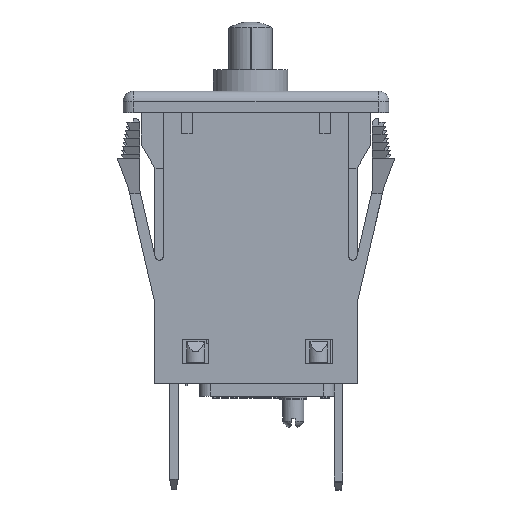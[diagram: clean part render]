
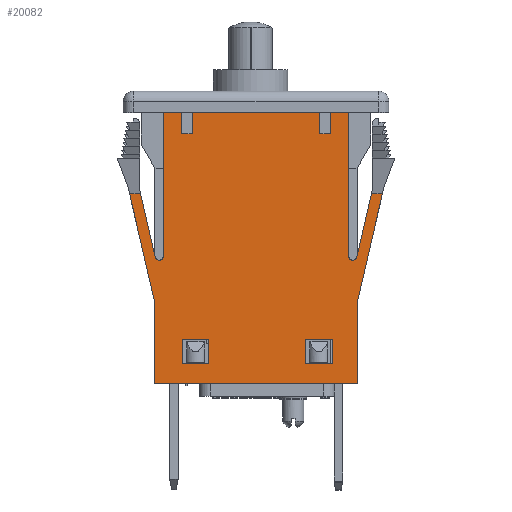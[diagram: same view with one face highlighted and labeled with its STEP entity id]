
A CAD part, top view. The second image highlights one B-rep face of the part: STEP entity #20082.
In plain terms, the highlighted planar face has unit normal (0, 0, 1).
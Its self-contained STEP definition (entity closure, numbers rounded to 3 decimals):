
#1670=DIRECTION('',(0.,-1.,0.));
#1671=VECTOR('',#1670,2.);
#1672=CARTESIAN_POINT('',(6.5,26.,5.5));
#1673=LINE('',#1672,#1671);
#1677=DIRECTION('',(1.,0.,0.));
#1678=VECTOR('',#1677,1.);
#1679=CARTESIAN_POINT('',(6.5,24.,5.5));
#1680=LINE('',#1679,#1678);
#1684=DIRECTION('',(0.,-1.,0.));
#1685=VECTOR('',#1684,2.);
#1686=CARTESIAN_POINT('',(7.5,26.,5.5));
#1687=LINE('',#1686,#1685);
#1691=DIRECTION('',(1.,0.,0.));
#1692=VECTOR('',#1691,1.7);
#1693=CARTESIAN_POINT('',(7.5,26.,5.5));
#1694=LINE('',#1693,#1692);
#1698=DIRECTION('',(0.,1.,0.));
#1699=VECTOR('',#1698,13.5);
#1700=CARTESIAN_POINT('',(9.2,12.5,5.5));
#1701=LINE('',#1700,#1699);
#1705=CARTESIAN_POINT('',(9.6,12.5,5.5));
#1706=DIRECTION('',(0.,0.,1.));
#1707=DIRECTION('',(-1.,0.,0.));
#1708=AXIS2_PLACEMENT_3D('',#1705,#1706,#1707);
#1713=DIRECTION('',(0.,1.,0.));
#1714=VECTOR('',#1713,7.509);
#1715=CARTESIAN_POINT('',(10.,0.5,5.5));
#1716=LINE('',#1715,#1714);
#1720=DIRECTION('',(-1.,0.,0.));
#1721=VECTOR('',#1720,19.);
#1722=CARTESIAN_POINT('',(10.,0.5,5.5));
#1723=LINE('',#1722,#1721);
#1727=DIRECTION('',(0.,-1.,0.));
#1728=VECTOR('',#1727,7.509);
#1729=CARTESIAN_POINT('',(-9.,8.009,5.5));
#1730=LINE('',#1729,#1728);
#1734=CARTESIAN_POINT('',(-8.6,12.5,5.5));
#1735=DIRECTION('',(0.,0.,1.));
#1736=DIRECTION('',(-0.974,-0.225,0.));
#1737=AXIS2_PLACEMENT_3D('',#1734,#1735,#1736);
#1742=DIRECTION('',(0.,-1.,0.));
#1743=VECTOR('',#1742,13.5);
#1744=CARTESIAN_POINT('',(-8.2,26.,5.5));
#1745=LINE('',#1744,#1743);
#1749=DIRECTION('',(1.,0.,0.));
#1750=VECTOR('',#1749,1.7);
#1751=CARTESIAN_POINT('',(-8.2,26.,5.5));
#1752=LINE('',#1751,#1750);
#1756=DIRECTION('',(0.,-1.,0.));
#1757=VECTOR('',#1756,2.);
#1758=CARTESIAN_POINT('',(-6.5,26.,5.5));
#1759=LINE('',#1758,#1757);
#1763=DIRECTION('',(1.,0.,0.));
#1764=VECTOR('',#1763,1.);
#1765=CARTESIAN_POINT('',(-6.5,24.,5.5));
#1766=LINE('',#1765,#1764);
#1770=DIRECTION('',(0.,-1.,0.));
#1771=VECTOR('',#1770,2.);
#1772=CARTESIAN_POINT('',(-5.5,26.,5.5));
#1773=LINE('',#1772,#1771);
#1777=DIRECTION('',(1.,0.,0.));
#1778=VECTOR('',#1777,12.);
#1779=CARTESIAN_POINT('',(-5.5,26.,5.5));
#1780=LINE('',#1779,#1778);
#1784=DIRECTION('',(0.,-1.,0.));
#1785=VECTOR('',#1784,2.3);
#1786=CARTESIAN_POINT('',(-6.45,4.67,5.5));
#1787=LINE('',#1786,#1785);
#1791=DIRECTION('',(1.,0.,0.));
#1792=VECTOR('',#1791,2.5);
#1793=CARTESIAN_POINT('',(-6.45,2.37,5.5));
#1794=LINE('',#1793,#1792);
#1798=DIRECTION('',(0.,1.,0.));
#1799=VECTOR('',#1798,2.3);
#1800=CARTESIAN_POINT('',(-3.95,2.37,5.5));
#1801=LINE('',#1800,#1799);
#1805=DIRECTION('',(-1.,0.,0.));
#1806=VECTOR('',#1805,2.5);
#1807=CARTESIAN_POINT('',(-3.95,4.67,5.5));
#1808=LINE('',#1807,#1806);
#1812=DIRECTION('',(0.,-1.,0.));
#1813=VECTOR('',#1812,2.3);
#1814=CARTESIAN_POINT('',(5.15,4.67,5.5));
#1815=LINE('',#1814,#1813);
#1819=DIRECTION('',(1.,0.,0.));
#1820=VECTOR('',#1819,2.5);
#1821=CARTESIAN_POINT('',(5.15,2.37,5.5));
#1822=LINE('',#1821,#1820);
#1826=DIRECTION('',(0.,1.,0.));
#1827=VECTOR('',#1826,2.3);
#1828=CARTESIAN_POINT('',(7.65,2.37,5.5));
#1829=LINE('',#1828,#1827);
#1833=DIRECTION('',(-1.,0.,0.));
#1834=VECTOR('',#1833,2.5);
#1835=CARTESIAN_POINT('',(7.65,4.67,5.5));
#1836=LINE('',#1835,#1834);
#2024=DIRECTION('',(-0.225,0.974,0.));
#2025=VECTOR('',#2024,6.087);
#2026=CARTESIAN_POINT('',(-8.99,12.41,5.5));
#2027=LINE('',#2026,#2025);
#2045=DIRECTION('',(-1.,0.,0.));
#2046=VECTOR('',#2045,1.026);
#2047=CARTESIAN_POINT('',(-10.359,18.341,5.5));
#2048=LINE('',#2047,#2046);
#2674=DIRECTION('',(0.225,-0.974,0.));
#2675=VECTOR('',#2674,10.604);
#2676=CARTESIAN_POINT('',(-11.385,18.341,5.5));
#2677=LINE('',#2676,#2675);
#3371=DIRECTION('',(0.225,0.974,0.));
#3372=VECTOR('',#3371,10.604);
#3373=CARTESIAN_POINT('',(10.,8.009,5.5));
#3374=LINE('',#3373,#3372);
#3385=DIRECTION('',(1.,0.,0.));
#3386=VECTOR('',#3385,1.026);
#3387=CARTESIAN_POINT('',(11.359,18.341,5.5));
#3388=LINE('',#3387,#3386);
#3673=DIRECTION('',(-0.225,-0.974,0.));
#3674=VECTOR('',#3673,6.087);
#3675=CARTESIAN_POINT('',(11.359,18.341,5.5));
#3676=LINE('',#3675,#3674);
#15840=CARTESIAN_POINT('',(9.2,26.,5.5));
#15841=VERTEX_POINT('',#15840);
#15844=CARTESIAN_POINT('',(-8.2,26.,5.5));
#15845=VERTEX_POINT('',#15844);
#15855=CARTESIAN_POINT('',(10.,0.5,5.5));
#15857=VERTEX_POINT('',#15855);
#15860=CARTESIAN_POINT('',(9.2,12.5,5.5));
#15861=VERTEX_POINT('',#15860);
#15864=CARTESIAN_POINT('',(-8.2,12.5,5.5));
#15865=VERTEX_POINT('',#15864);
#15867=CARTESIAN_POINT('',(-9.,0.5,5.5));
#15869=VERTEX_POINT('',#15867);
#16152=CARTESIAN_POINT('',(10.,8.009,5.5));
#16153=CARTESIAN_POINT('',(12.385,18.341,5.5));
#16154=VERTEX_POINT('',#16152);
#16155=VERTEX_POINT('',#16153);
#16160=CARTESIAN_POINT('',(11.359,18.341,5.5));
#16161=CARTESIAN_POINT('',(9.99,12.41,5.5));
#16162=VERTEX_POINT('',#16160);
#16163=VERTEX_POINT('',#16161);
#16188=CARTESIAN_POINT('',(-11.385,18.341,5.5));
#16189=CARTESIAN_POINT('',(-9.,8.009,5.5));
#16190=VERTEX_POINT('',#16188);
#16191=VERTEX_POINT('',#16189);
#16192=CARTESIAN_POINT('',(-8.99,12.41,5.5));
#16193=CARTESIAN_POINT('',(-10.359,18.341,5.5));
#16194=VERTEX_POINT('',#16192);
#16195=VERTEX_POINT('',#16193);
#16330=CARTESIAN_POINT('',(6.5,26.,5.5));
#16331=CARTESIAN_POINT('',(6.5,24.,5.5));
#16332=VERTEX_POINT('',#16330);
#16333=VERTEX_POINT('',#16331);
#16334=CARTESIAN_POINT('',(7.5,24.,5.5));
#16335=VERTEX_POINT('',#16334);
#16336=CARTESIAN_POINT('',(7.5,26.,5.5));
#16337=VERTEX_POINT('',#16336);
#16338=CARTESIAN_POINT('',(-6.5,26.,5.5));
#16339=CARTESIAN_POINT('',(-6.5,24.,5.5));
#16340=VERTEX_POINT('',#16338);
#16341=VERTEX_POINT('',#16339);
#16342=CARTESIAN_POINT('',(-5.5,24.,5.5));
#16343=VERTEX_POINT('',#16342);
#16344=CARTESIAN_POINT('',(-5.5,26.,5.5));
#16345=VERTEX_POINT('',#16344);
#16554=CARTESIAN_POINT('',(-6.45,4.67,5.5));
#16555=CARTESIAN_POINT('',(-6.45,2.37,5.5));
#16556=VERTEX_POINT('',#16554);
#16557=VERTEX_POINT('',#16555);
#16558=CARTESIAN_POINT('',(-3.95,2.37,5.5));
#16559=VERTEX_POINT('',#16558);
#16560=CARTESIAN_POINT('',(-3.95,4.67,5.5));
#16561=VERTEX_POINT('',#16560);
#16562=CARTESIAN_POINT('',(5.15,4.67,5.5));
#16563=CARTESIAN_POINT('',(5.15,2.37,5.5));
#16564=VERTEX_POINT('',#16562);
#16565=VERTEX_POINT('',#16563);
#16566=CARTESIAN_POINT('',(7.65,2.37,5.5));
#16567=VERTEX_POINT('',#16566);
#16568=CARTESIAN_POINT('',(7.65,4.67,5.5));
#16569=VERTEX_POINT('',#16568);
#20021=CARTESIAN_POINT('',(0.,0.5,5.5));
#20022=DIRECTION('',(0.,0.,1.));
#20023=DIRECTION('',(1.,0.,0.));
#20024=AXIS2_PLACEMENT_3D('',#20021,#20022,#20023);
#20025=PLANE('',#20024);
#20026=ORIENTED_EDGE('',*,*,#19768,.T.);
#20027=ORIENTED_EDGE('',*,*,#19798,.T.);
#20028=ORIENTED_EDGE('',*,*,#19827,.F.);
#20029=ORIENTED_EDGE('',*,*,#19880,.T.);
#20031=ORIENTED_EDGE('',*,*,#20030,.F.);
#20033=ORIENTED_EDGE('',*,*,#20032,.T.);
#20035=ORIENTED_EDGE('',*,*,#20034,.F.);
#20037=ORIENTED_EDGE('',*,*,#20036,.T.);
#20039=ORIENTED_EDGE('',*,*,#20038,.F.);
#20041=ORIENTED_EDGE('',*,*,#20040,.F.);
#20043=ORIENTED_EDGE('',*,*,#20042,.T.);
#20045=ORIENTED_EDGE('',*,*,#20044,.F.);
#20047=ORIENTED_EDGE('',*,*,#20046,.F.);
#20049=ORIENTED_EDGE('',*,*,#20048,.F.);
#20051=ORIENTED_EDGE('',*,*,#20050,.F.);
#20053=ORIENTED_EDGE('',*,*,#20052,.T.);
#20055=ORIENTED_EDGE('',*,*,#20054,.F.);
#20056=ORIENTED_EDGE('',*,*,#19894,.T.);
#20057=ORIENTED_EDGE('',*,*,#19957,.T.);
#20058=ORIENTED_EDGE('',*,*,#19985,.T.);
#20059=ORIENTED_EDGE('',*,*,#20012,.F.);
#20060=ORIENTED_EDGE('',*,*,#19886,.T.);
#20061=EDGE_LOOP('',(#20026,#20027,#20028,#20029,#20031,#20033,#20035,#20037,
#20039,#20041,#20043,#20045,#20047,#20049,#20051,#20053,#20055,#20056,#20057,
#20058,#20059,#20060));
#20062=FACE_OUTER_BOUND('',#20061,.F.);
#20064=ORIENTED_EDGE('',*,*,#20063,.T.);
#20065=ORIENTED_EDGE('',*,*,#19620,.T.);
#20067=ORIENTED_EDGE('',*,*,#20066,.T.);
#20069=ORIENTED_EDGE('',*,*,#20068,.T.);
#20070=EDGE_LOOP('',(#20064,#20065,#20067,#20069));
#20071=FACE_BOUND('',#20070,.F.);
#20073=ORIENTED_EDGE('',*,*,#20072,.T.);
#20075=ORIENTED_EDGE('',*,*,#20074,.T.);
#20077=ORIENTED_EDGE('',*,*,#20076,.T.);
#20079=ORIENTED_EDGE('',*,*,#20078,.T.);
#20080=EDGE_LOOP('',(#20073,#20075,#20077,#20079));
#20081=FACE_BOUND('',#20080,.F.);
#1709=CIRCLE('',#1708,0.4);
#1738=CIRCLE('',#1737,0.4);
#19620=EDGE_CURVE('',#16557,#16559,#1794,.T.);
#19768=EDGE_CURVE('',#16332,#16333,#1673,.T.);
#19798=EDGE_CURVE('',#16333,#16335,#1680,.T.);
#19827=EDGE_CURVE('',#16337,#16335,#1687,.T.);
#19880=EDGE_CURVE('',#16337,#15841,#1694,.T.);
#19886=EDGE_CURVE('',#16345,#16332,#1780,.T.);
#19894=EDGE_CURVE('',#15845,#16340,#1752,.T.);
#19957=EDGE_CURVE('',#16340,#16341,#1759,.T.);
#19985=EDGE_CURVE('',#16341,#16343,#1766,.T.);
#20012=EDGE_CURVE('',#16345,#16343,#1773,.T.);
#20030=EDGE_CURVE('',#15861,#15841,#1701,.T.);
#20032=EDGE_CURVE('',#15861,#16163,#1709,.T.);
#20034=EDGE_CURVE('',#16162,#16163,#3676,.T.);
#20036=EDGE_CURVE('',#16162,#16155,#3388,.T.);
#20038=EDGE_CURVE('',#16154,#16155,#3374,.T.);
#20040=EDGE_CURVE('',#15857,#16154,#1716,.T.);
#20042=EDGE_CURVE('',#15857,#15869,#1723,.T.);
#20044=EDGE_CURVE('',#16191,#15869,#1730,.T.);
#20046=EDGE_CURVE('',#16190,#16191,#2677,.T.);
#20048=EDGE_CURVE('',#16195,#16190,#2048,.T.);
#20050=EDGE_CURVE('',#16194,#16195,#2027,.T.);
#20052=EDGE_CURVE('',#16194,#15865,#1738,.T.);
#20054=EDGE_CURVE('',#15845,#15865,#1745,.T.);
#20063=EDGE_CURVE('',#16556,#16557,#1787,.T.);
#20066=EDGE_CURVE('',#16559,#16561,#1801,.T.);
#20068=EDGE_CURVE('',#16561,#16556,#1808,.T.);
#20072=EDGE_CURVE('',#16564,#16565,#1815,.T.);
#20074=EDGE_CURVE('',#16565,#16567,#1822,.T.);
#20076=EDGE_CURVE('',#16567,#16569,#1829,.T.);
#20078=EDGE_CURVE('',#16569,#16564,#1836,.T.);
#20082=ADVANCED_FACE('',(#20062,#20071,#20081),#20025,.T.);
